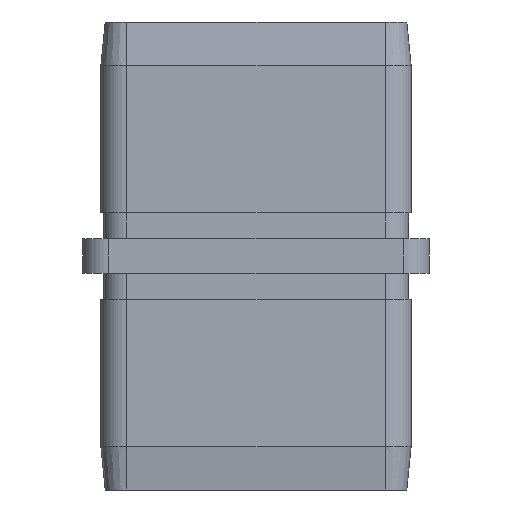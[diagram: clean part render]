
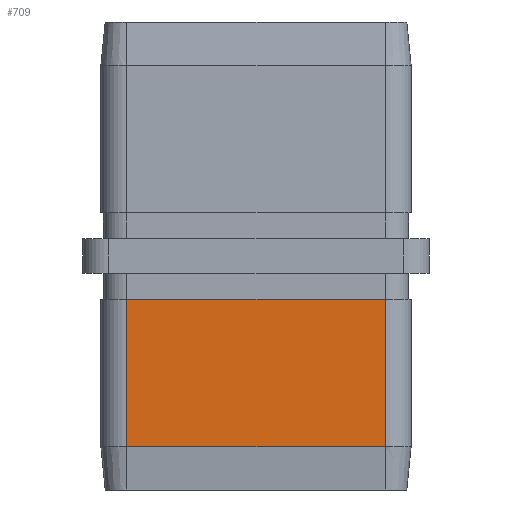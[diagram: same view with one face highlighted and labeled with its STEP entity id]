
A CAD part, left-side view. The second image highlights one B-rep face of the part: STEP entity #709.
In plain terms, the highlighted planar face has unit normal (-1, 0, 0).
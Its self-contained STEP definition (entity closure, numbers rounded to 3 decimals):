
#136 = DIRECTION ( 'NONE',  ( 0., 0., -1. ) ) ;
#709 = ADVANCED_FACE ( 'NONE', ( #14288 ), #20923, .F. ) ;
#947 = CARTESIAN_POINT ( 'NONE',  ( -17.9, 14.9, 27. ) ) ;
#1333 = ORIENTED_EDGE ( 'NONE', *, *, #6125, .T. ) ;
#1818 = VECTOR ( 'NONE', #7373, 1000. ) ;
#2728 = LINE ( 'NONE', #947, #8976 ) ;
#2752 = CARTESIAN_POINT ( 'NONE',  ( -17.9, -14.9, -22. ) ) ;
#2956 = ORIENTED_EDGE ( 'NONE', *, *, #13837, .T. ) ;
#3118 = VERTEX_POINT ( 'NONE', #15669 ) ;
#3598 = CARTESIAN_POINT ( 'NONE',  ( -17.9, -14.9, -22. ) ) ;
#4184 = ORIENTED_EDGE ( 'NONE', *, *, #21975, .T. ) ;
#4323 = VECTOR ( 'NONE', #24433, 1000. ) ;
#4831 = EDGE_LOOP ( 'NONE', ( #9549, #2956, #1333, #4184 ) ) ;
#4902 = VERTEX_POINT ( 'NONE', #20802 ) ;
#5155 = DIRECTION ( 'NONE',  ( 0., 0., -1. ) ) ;
#5769 = VERTEX_POINT ( 'NONE', #2752 ) ;
#6125 = EDGE_CURVE ( 'NONE', #3118, #4902, #6156, .T. ) ;
#6132 = AXIS2_PLACEMENT_3D ( 'NONE', #9589, #11474, #136 ) ;
#6156 = LINE ( 'NONE', #6478, #12955 ) ;
#6478 = CARTESIAN_POINT ( 'NONE',  ( -17.9, -14.9, -5. ) ) ;
#7373 = DIRECTION ( 'NONE',  ( 0., 1., 0. ) ) ;
#8131 = DIRECTION ( 'NONE',  ( 0., 1., 0. ) ) ;
#8976 = VECTOR ( 'NONE', #5155, 1000. ) ;
#9549 = ORIENTED_EDGE ( 'NONE', *, *, #19083, .F. ) ;
#9589 = CARTESIAN_POINT ( 'NONE',  ( -17.9, -17.9, 27. ) ) ;
#11474 = DIRECTION ( 'NONE',  ( 1., 0., 0. ) ) ;
#12955 = VECTOR ( 'NONE', #8131, 1000. ) ;
#13837 = EDGE_CURVE ( 'NONE', #5769, #3118, #14114, .T. ) ;
#14114 = LINE ( 'NONE', #24349, #4323 ) ;
#14288 = FACE_OUTER_BOUND ( 'NONE', #4831, .T. ) ;
#15470 = VERTEX_POINT ( 'NONE', #15654 ) ;
#15654 = CARTESIAN_POINT ( 'NONE',  ( -17.9, 14.9, -22. ) ) ;
#15669 = CARTESIAN_POINT ( 'NONE',  ( -17.9, -14.9, -5. ) ) ;
#19083 = EDGE_CURVE ( 'NONE', #5769, #15470, #21990, .T. ) ;
#20802 = CARTESIAN_POINT ( 'NONE',  ( -17.9, 14.9, -5. ) ) ;
#20923 = PLANE ( 'NONE',  #6132 ) ;
#21975 = EDGE_CURVE ( 'NONE', #4902, #15470, #2728, .T. ) ;
#21990 = LINE ( 'NONE', #3598, #1818 ) ;
#24349 = CARTESIAN_POINT ( 'NONE',  ( -17.9, -14.9, 27. ) ) ;
#24433 = DIRECTION ( 'NONE',  ( 0., 0., 1. ) ) ;
